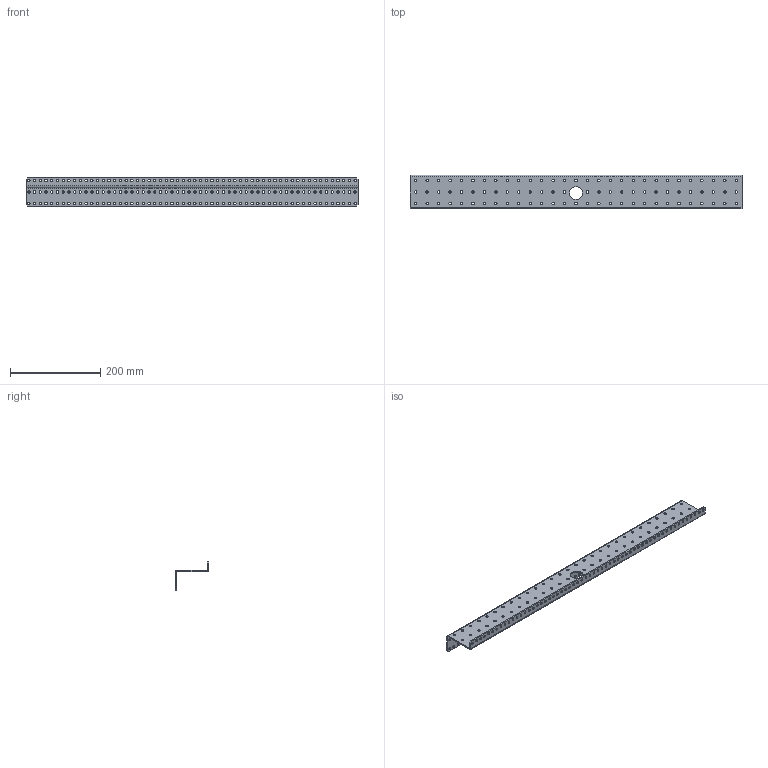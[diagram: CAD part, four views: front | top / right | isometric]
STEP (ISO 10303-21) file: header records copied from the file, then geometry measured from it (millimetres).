
FILE_DESCRIPTION (( 'STEP AP203' ), '1' );
FILE_NAME ('am-3975 AM14U Family Cross Plate XL.STEP', '2022-05-23T18:02:20', ( '' ), ( '' ), 'SwSTEP 2.0', 'SolidWorks 2021', '' );
FILE_SCHEMA (( 'CONFIG_CONTROL_DESIGN' ));
Length unit declared in the file: inch
Products named in the file (1): am-3975 AM14U Family Cross Plate XL
Bounding box: 736.6 x 74.54 x 63.5 mm (x, y, z)
Volume: 290188.4 mm3; surface area: 202411.5 mm2
Topology: 1 solids, 1 shells, 548 faces, 1622 edges, 1076 vertices
Faces by surface type: cylinder 526, plane 22
Entity records: 20073 total; most frequent: DIRECTION 3772, CARTESIAN_POINT 3247, ORIENTED_EDGE 3244, EDGE_CURVE 1622, AXIS2_PLACEMENT_3D 1601, VERTEX_POINT 1076, EDGE_LOOP 1070, CIRCLE 1052
